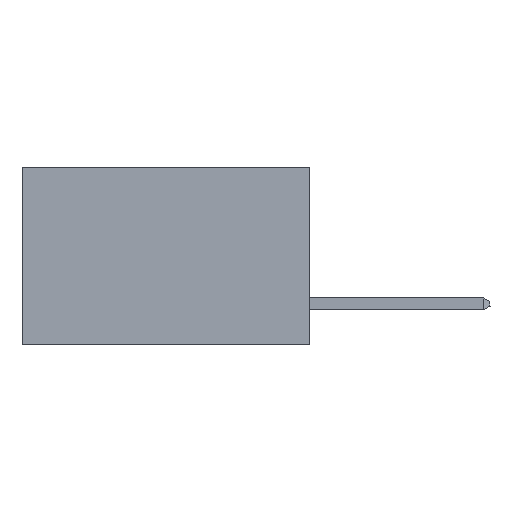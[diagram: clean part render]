
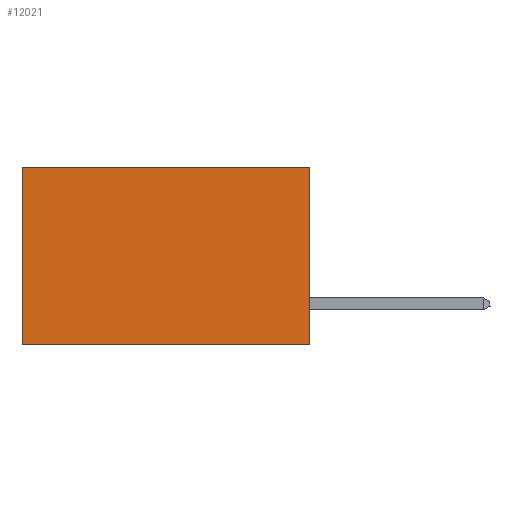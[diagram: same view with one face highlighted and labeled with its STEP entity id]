
A CAD part, left-side view. The second image highlights one B-rep face of the part: STEP entity #12021.
In plain terms, the highlighted planar face has unit normal (-1, 0, 0).
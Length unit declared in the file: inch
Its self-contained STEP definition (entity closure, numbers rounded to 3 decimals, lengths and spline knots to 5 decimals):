
#974 = LINE ( 'NONE', #15791, #4118 ) ;
#1401 = PLANE ( 'NONE',  #22397 ) ;
#2112 = VERTEX_POINT ( 'NONE', #9219 ) ;
#2330 = LINE ( 'NONE', #9362, #9803 ) ;
#2387 = LINE ( 'NONE', #10762, #12518 ) ;
#4118 = VECTOR ( 'NONE', #15705, 39.37008 ) ;
#6952 = DIRECTION ( 'NONE',  ( 1., 0., 0. ) ) ;
#7574 = ORIENTED_EDGE ( 'NONE', *, *, #10625, .F. ) ;
#8493 = EDGE_CURVE ( 'NONE', #14075, #17261, #2387, .T. ) ;
#8573 = DIRECTION ( 'NONE',  ( 0., 0., -1. ) ) ;
#8783 = ORIENTED_EDGE ( 'NONE', *, *, #13661, .T. ) ;
#9106 = VECTOR ( 'NONE', #8573, 39.37008 ) ;
#9219 = CARTESIAN_POINT ( 'NONE',  ( 0.2875, 0.6, 0. ) ) ;
#9362 = CARTESIAN_POINT ( 'NONE',  ( 0.2875, 0., 0. ) ) ;
#9803 = VECTOR ( 'NONE', #14810, 39.37008 ) ;
#10220 = CARTESIAN_POINT ( 'NONE',  ( 0.2875, 0., -0.37 ) ) ;
#10625 = EDGE_CURVE ( 'NONE', #13883, #14075, #2330, .T. ) ;
#10762 = CARTESIAN_POINT ( 'NONE',  ( 0.2875, 0., -0.37 ) ) ;
#11373 = EDGE_LOOP ( 'NONE', ( #20096, #17912, #7574, #8783 ) ) ;
#12021 = ADVANCED_FACE ( 'NONE', ( #12083 ), #1401, .F. ) ;
#12083 = FACE_OUTER_BOUND ( 'NONE', #11373, .T. ) ;
#12518 = VECTOR ( 'NONE', #14049, 39.37008 ) ;
#13661 = EDGE_CURVE ( 'NONE', #13883, #2112, #974, .T. ) ;
#13883 = VERTEX_POINT ( 'NONE', #23714 ) ;
#14049 = DIRECTION ( 'NONE',  ( 0., 1., 0. ) ) ;
#14075 = VERTEX_POINT ( 'NONE', #10220 ) ;
#14810 = DIRECTION ( 'NONE',  ( 0., 0., -1. ) ) ;
#15705 = DIRECTION ( 'NONE',  ( 0., 1., 0. ) ) ;
#15791 = CARTESIAN_POINT ( 'NONE',  ( 0.2875, 0., 0. ) ) ;
#16444 = DIRECTION ( 'NONE',  ( 0., 0., -1. ) ) ;
#17261 = VERTEX_POINT ( 'NONE', #22723 ) ;
#17912 = ORIENTED_EDGE ( 'NONE', *, *, #8493, .F. ) ;
#19673 = CARTESIAN_POINT ( 'NONE',  ( 0.2875, 0.6, 0. ) ) ;
#19855 = CARTESIAN_POINT ( 'NONE',  ( 0.2875, 0., 0. ) ) ;
#20096 = ORIENTED_EDGE ( 'NONE', *, *, #22394, .T. ) ;
#21255 = LINE ( 'NONE', #19673, #9106 ) ;
#22394 = EDGE_CURVE ( 'NONE', #2112, #17261, #21255, .T. ) ;
#22397 = AXIS2_PLACEMENT_3D ( 'NONE', #19855, #6952, #16444 ) ;
#22723 = CARTESIAN_POINT ( 'NONE',  ( 0.2875, 0.6, -0.37 ) ) ;
#23714 = CARTESIAN_POINT ( 'NONE',  ( 0.2875, 0., 0. ) ) ;
